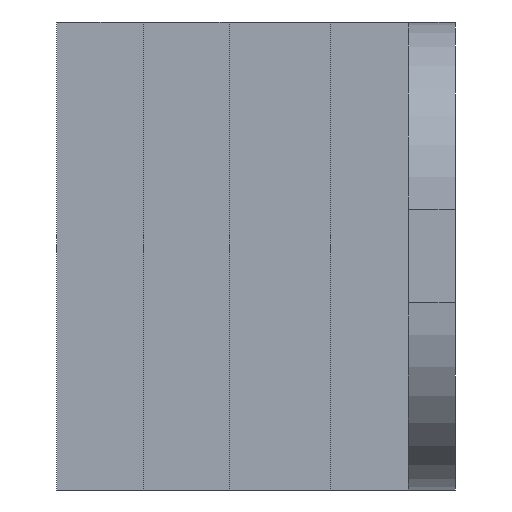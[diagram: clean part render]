
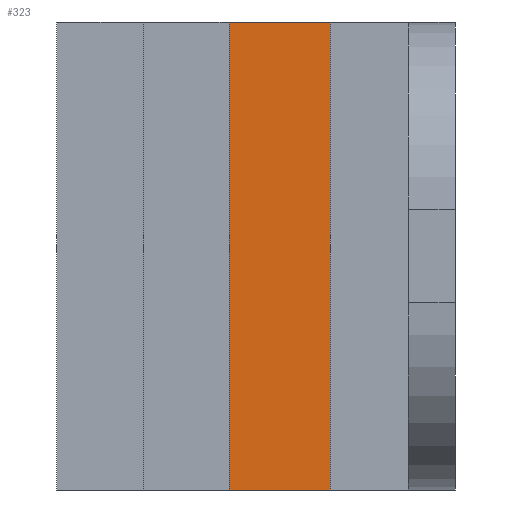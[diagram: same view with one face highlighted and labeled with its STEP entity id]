
A CAD part, left-side view. The second image highlights one B-rep face of the part: STEP entity #323.
In plain terms, the highlighted planar face has unit normal (-1, 0, 0).
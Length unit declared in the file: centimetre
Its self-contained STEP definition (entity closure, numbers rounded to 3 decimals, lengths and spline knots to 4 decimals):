
#39 = VECTOR ( 'NONE', #1538, 100. ) ;
#80 = VECTOR ( 'NONE', #620, 100. ) ;
#115 = LINE ( 'NONE', #1063, #39 ) ;
#168 = EDGE_CURVE ( 'NONE', #271, #1396, #668, .T. ) ;
#204 = DIRECTION ( 'NONE',  ( 0., 0., 1. ) ) ;
#271 = VERTEX_POINT ( 'NONE', #347 ) ;
#319 = CARTESIAN_POINT ( 'NONE',  ( -2.85, 0.95, 1.5 ) ) ;
#323 = ADVANCED_FACE ( 'NONE', ( #1286 ), #583, .T. ) ;
#347 = CARTESIAN_POINT ( 'NONE',  ( -2.85, 1.9, 1.5 ) ) ;
#435 = EDGE_CURVE ( 'NONE', #618, #856, #1204, .T. ) ;
#548 = ORIENTED_EDGE ( 'NONE', *, *, #1543, .T. ) ;
#571 = VECTOR ( 'NONE', #1071, 100. ) ;
#576 = DIRECTION ( 'NONE',  ( -1., 0., 0. ) ) ;
#583 = PLANE ( 'NONE',  #1304 ) ;
#602 = LINE ( 'NONE', #1309, #571 ) ;
#618 = VERTEX_POINT ( 'NONE', #809 ) ;
#620 = DIRECTION ( 'NONE',  ( 0., 0., -1. ) ) ;
#668 = LINE ( 'NONE', #902, #1371 ) ;
#719 = CARTESIAN_POINT ( 'NONE',  ( -2.85, 1.25, -1.5 ) ) ;
#809 = CARTESIAN_POINT ( 'NONE',  ( -2.85, 1.25, 1.5 ) ) ;
#819 = EDGE_CURVE ( 'NONE', #856, #1396, #602, .T. ) ;
#856 = VERTEX_POINT ( 'NONE', #719 ) ;
#894 = ORIENTED_EDGE ( 'NONE', *, *, #435, .F. ) ;
#902 = CARTESIAN_POINT ( 'NONE',  ( -2.85, 1.9, 1.5 ) ) ;
#938 = EDGE_LOOP ( 'NONE', ( #1203, #894, #548, #1211 ) ) ;
#981 = CARTESIAN_POINT ( 'NONE',  ( -2.85, 1.25, 1.5 ) ) ;
#1063 = CARTESIAN_POINT ( 'NONE',  ( -2.85, 0.95, 1.5 ) ) ;
#1071 = DIRECTION ( 'NONE',  ( 0., 1., 0. ) ) ;
#1203 = ORIENTED_EDGE ( 'NONE', *, *, #819, .F. ) ;
#1204 = LINE ( 'NONE', #981, #80 ) ;
#1211 = ORIENTED_EDGE ( 'NONE', *, *, #168, .T. ) ;
#1286 = FACE_OUTER_BOUND ( 'NONE', #938, .T. ) ;
#1304 = AXIS2_PLACEMENT_3D ( 'NONE', #319, #576, #204 ) ;
#1309 = CARTESIAN_POINT ( 'NONE',  ( -2.85, 0.95, -1.5 ) ) ;
#1350 = CARTESIAN_POINT ( 'NONE',  ( -2.85, 1.9, -1.5 ) ) ;
#1371 = VECTOR ( 'NONE', #1505, 100. ) ;
#1396 = VERTEX_POINT ( 'NONE', #1350 ) ;
#1505 = DIRECTION ( 'NONE',  ( 0., 0., -1. ) ) ;
#1538 = DIRECTION ( 'NONE',  ( 0., 1., 0. ) ) ;
#1543 = EDGE_CURVE ( 'NONE', #618, #271, #115, .T. ) ;
